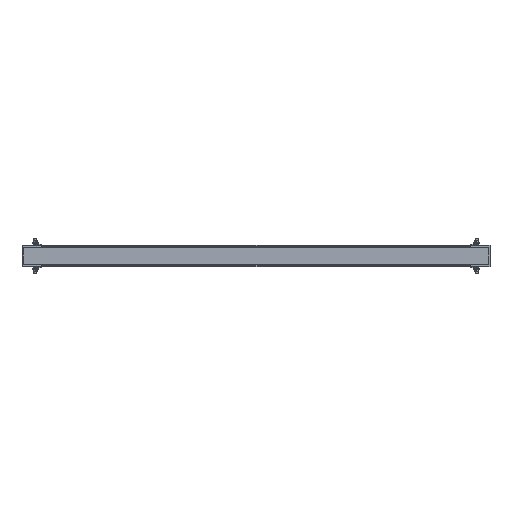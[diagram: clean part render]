
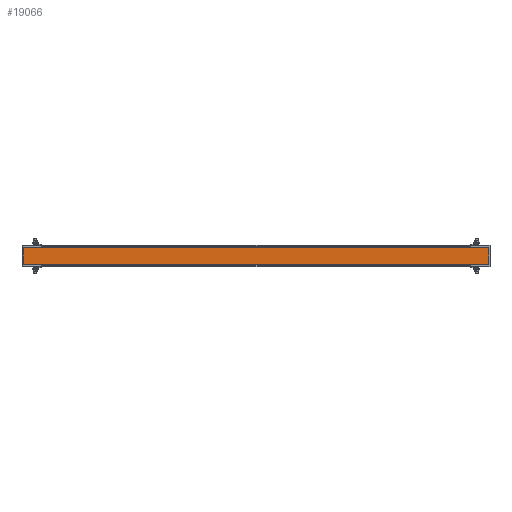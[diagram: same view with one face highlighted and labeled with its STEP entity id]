
A CAD part, front view. The second image highlights one B-rep face of the part: STEP entity #19066.
In plain terms, the highlighted planar face has unit normal (0, -1, 0).
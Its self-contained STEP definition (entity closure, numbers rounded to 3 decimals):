
#1149 = ORIENTED_EDGE ( 'NONE', *, *, #2909, .T. ) ;
#1173 = CARTESIAN_POINT ( 'NONE',  ( 400.002, -987., 14. ) ) ;
#1208 = EDGE_LOOP ( 'NONE', ( #23014, #24059, #1149, #16310 ) ) ;
#2909 = EDGE_CURVE ( 'NONE', #11747, #10981, #15742, .T. ) ;
#3631 = DIRECTION ( 'NONE',  ( -1., 0., 0. ) ) ;
#5337 = PLANE ( 'NONE',  #24446 ) ;
#6686 = VERTEX_POINT ( 'NONE', #12130 ) ;
#7480 = EDGE_CURVE ( 'NONE', #10981, #6686, #22287, .T. ) ;
#8197 = CARTESIAN_POINT ( 'NONE',  ( 398., -987., -14. ) ) ;
#8239 = CARTESIAN_POINT ( 'NONE',  ( -398., -987., 14. ) ) ;
#9424 = CARTESIAN_POINT ( 'NONE',  ( -398., -987., -14. ) ) ;
#9464 = FACE_OUTER_BOUND ( 'NONE', #1208, .T. ) ;
#10981 = VERTEX_POINT ( 'NONE', #8239 ) ;
#11737 = DIRECTION ( 'NONE',  ( 0., 0., -1. ) ) ;
#11747 = VERTEX_POINT ( 'NONE', #23433 ) ;
#12130 = CARTESIAN_POINT ( 'NONE',  ( -398., -987., -14. ) ) ;
#13993 = LINE ( 'NONE', #8197, #17351 ) ;
#14251 = EDGE_CURVE ( 'NONE', #26579, #11747, #13993, .T. ) ;
#15742 = LINE ( 'NONE', #1173, #25448 ) ;
#16310 = ORIENTED_EDGE ( 'NONE', *, *, #7480, .T. ) ;
#16566 = DIRECTION ( 'NONE',  ( 0., 0., 1. ) ) ;
#17351 = VECTOR ( 'NONE', #16566, 1000. ) ;
#18766 = CARTESIAN_POINT ( 'NONE',  ( 400.002, -987., -14. ) ) ;
#19066 = ADVANCED_FACE ( 'NONE', ( #9464 ), #5337, .F. ) ;
#19198 = CARTESIAN_POINT ( 'NONE',  ( 398., -987., -14. ) ) ;
#19595 = DIRECTION ( 'NONE',  ( 0., 0., 1. ) ) ;
#19725 = CARTESIAN_POINT ( 'NONE',  ( 400.002, -987., -14. ) ) ;
#22287 = LINE ( 'NONE', #9424, #23079 ) ;
#22467 = DIRECTION ( 'NONE',  ( -1., 0., 0. ) ) ;
#23001 = LINE ( 'NONE', #18766, #24148 ) ;
#23014 = ORIENTED_EDGE ( 'NONE', *, *, #25103, .F. ) ;
#23079 = VECTOR ( 'NONE', #11737, 1000. ) ;
#23433 = CARTESIAN_POINT ( 'NONE',  ( 398., -987., 14. ) ) ;
#24059 = ORIENTED_EDGE ( 'NONE', *, *, #14251, .T. ) ;
#24148 = VECTOR ( 'NONE', #22467, 1000. ) ;
#24446 = AXIS2_PLACEMENT_3D ( 'NONE', #19725, #25768, #19595 ) ;
#25103 = EDGE_CURVE ( 'NONE', #26579, #6686, #23001, .T. ) ;
#25448 = VECTOR ( 'NONE', #3631, 1000. ) ;
#25768 = DIRECTION ( 'NONE',  ( 0., 1., 0. ) ) ;
#26579 = VERTEX_POINT ( 'NONE', #19198 ) ;
